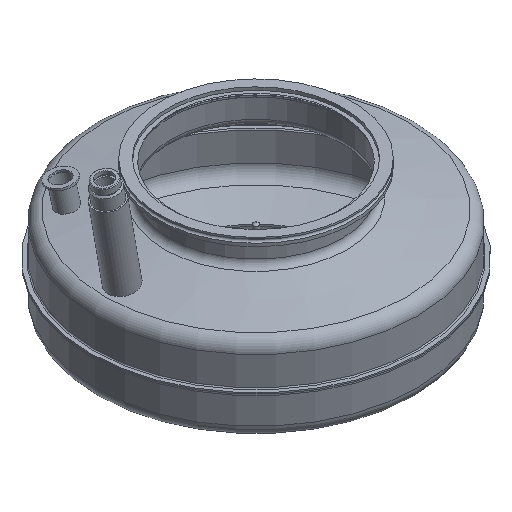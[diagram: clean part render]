
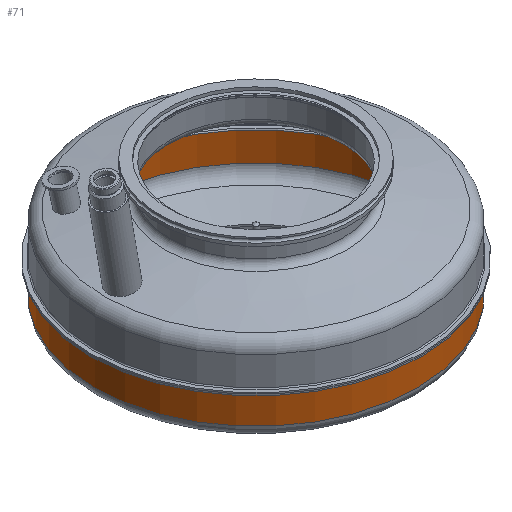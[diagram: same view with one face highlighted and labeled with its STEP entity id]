
A CAD part, isometric view. The second image highlights one B-rep face of the part: STEP entity #71.
In plain terms, the highlighted cylindrical face has radius 241 mm (diameter 482 mm), a full revolution.
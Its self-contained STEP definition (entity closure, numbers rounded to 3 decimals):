
#71=ADVANCED_FACE('',(#1449,#1451),#1453,.T.);
#1449=FACE_OUTER_BOUND('',#1450,.T.);
#1450=EDGE_LOOP('',(#10132));
#1451=FACE_OUTER_BOUND('',#1452,.T.);
#1452=EDGE_LOOP('',(#10133));
#1453=CYLINDRICAL_SURFACE('',#1454,241.);
#1454=AXIS2_PLACEMENT_3D('',#1455,#1456,#1457);
#1455=CARTESIAN_POINT('',(0.,0.,-46.414));
#1456=DIRECTION('',(0.,0.,1.));
#1457=DIRECTION('',(0.,1.,0.));
#10132=ORIENTED_EDGE('',*,*,#16580,.F.);
#10133=ORIENTED_EDGE('',*,*,#16581,.T.);
#16580=EDGE_CURVE('',#21011,#21011,#21012,.T.);
#16581=EDGE_CURVE('',#21013,#21013,#21014,.T.);
#21011=VERTEX_POINT('',#28919);
#21012=CIRCLE('',#28920,241.);
#21013=VERTEX_POINT('',#28924);
#21014=CIRCLE('',#28925,241.);
#28919=CARTESIAN_POINT('',(0.,241.,-3.5));
#28920=AXIS2_PLACEMENT_3D('',#28921,#28922,#28923);
#28921=CARTESIAN_POINT('',(0.,0.,-3.5));
#28922=DIRECTION('',(0.,0.,1.));
#28923=DIRECTION('',(0.,1.,0.));
#28924=CARTESIAN_POINT('',(0.,241.,-46.414));
#28925=AXIS2_PLACEMENT_3D('',#28926,#28927,#28928);
#28926=CARTESIAN_POINT('',(0.,0.,-46.414));
#28927=DIRECTION('',(0.,0.,1.));
#28928=DIRECTION('',(0.,1.,0.));
